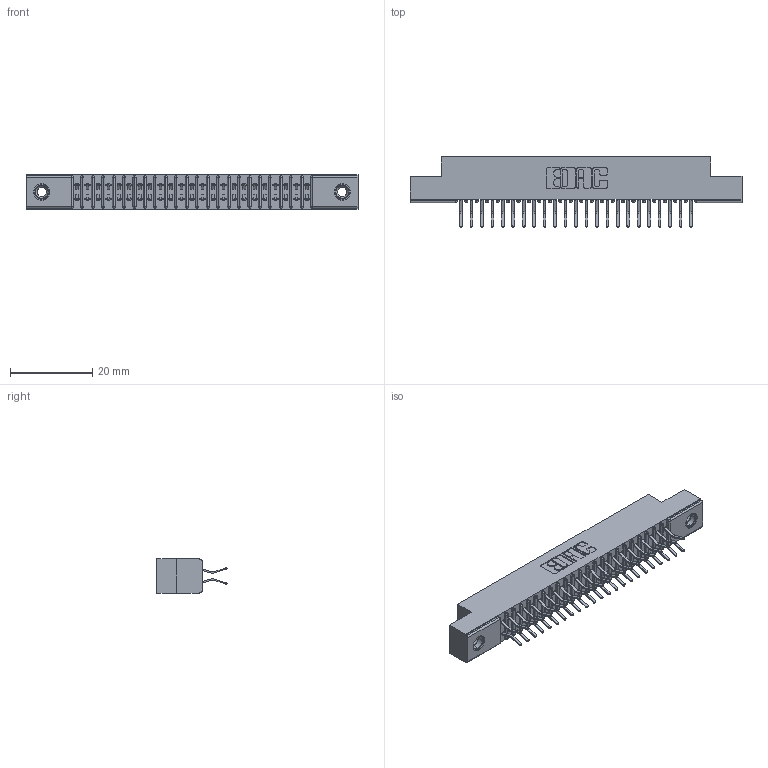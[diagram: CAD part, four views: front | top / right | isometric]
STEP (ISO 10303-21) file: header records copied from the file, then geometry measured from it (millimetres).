
FILE_DESCRIPTION (( 'STEP AP203' ), '1' );
FILE_NAME ('341-046-556-208.STEP', '2018-08-07T11:12:59', ( '' ), ( '' ), 'SwSTEP 2.0', 'SolidWorks 2016', '' );
FILE_SCHEMA (( 'CONFIG_CONTROL_DESIGN' ));
Length unit declared in the file: inch
Products named in the file (4): 341-292-001_341-292-156; 345-250-001_345-250-003-102; 341-046-556-208; 341 Part_.156 (3.96) Dia Mounting Holes
Assembly tree (49 placements, depth 2):
  341-046-556-208
    341 Part_.156 (3.96) Dia Mounting Holes
    341-292-001_341-292-156  x46
    345-250-001_345-250-003-102  x2
Bounding box: 80.64 x 17.07 x 8.38 mm (x, y, z)
Volume: 4596.6 mm3; surface area: 9761.4 mm2
Topology: 49 solids, 49 shells, 3396 faces, 9813 edges, 6362 vertices
Faces by surface type: plane 1940, cylinder 1348, sphere 48, torus 48, cone 12
Entity records: 31691 total; most frequent: CARTESIAN_POINT 5252, ORIENTED_EDGE 5210, DIRECTION 5125, EDGE_CURVE 2605, VECTOR 2075, LINE 2075, VERTEX_POINT 1652, AXIS2_PLACEMENT_3D 1525
